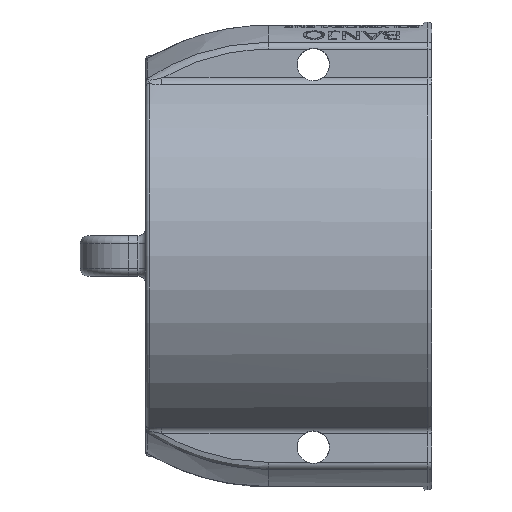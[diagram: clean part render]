
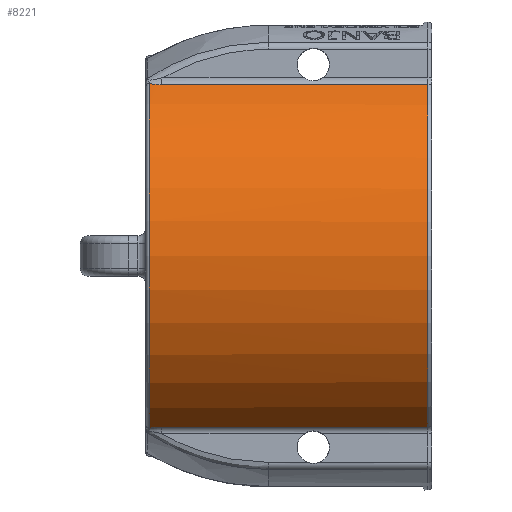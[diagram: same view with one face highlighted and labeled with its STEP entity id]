
A CAD part, top view. The second image highlights one B-rep face of the part: STEP entity #8221.
In plain terms, the highlighted cylindrical face has radius 39.37 mm (diameter 78.74 mm), a partial arc.
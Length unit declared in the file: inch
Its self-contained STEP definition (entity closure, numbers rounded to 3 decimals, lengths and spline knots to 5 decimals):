
#447=LINE('',#10851,#957);
#487=LINE('',#12014,#997);
#957=VECTOR('',#9215,2.05465);
#997=VECTOR('',#9553,2.05465);
#1567=B_SPLINE_CURVE_WITH_KNOTS('',3,(#12008,#12009,#12010,#12011,#12012),
 .UNSPECIFIED.,.F.,.F.,(4,1,4),(-0.45871,-0.29761,-0.21219),
 .UNSPECIFIED.);
#1568=B_SPLINE_CURVE_WITH_KNOTS('',3,(#12015,#12016,#12017,#12018,#12019),
 .UNSPECIFIED.,.F.,.F.,(4,1,4),(-0.24647,-0.2148,0.),
 .UNSPECIFIED.);
#2136=FACE_OUTER_BOUND('',#2640,.T.);
#2640=EDGE_LOOP('',(#5837,#5838,#5839,#5840,#5841,#5842));
#3125=CIRCLE('',#8705,1.55);
#3137=CIRCLE('',#8729,1.55);
#3335=VERTEX_POINT('',#10848);
#3336=VERTEX_POINT('',#10850);
#3377=VERTEX_POINT('',#10960);
#3399=VERTEX_POINT('',#11071);
#3400=VERTEX_POINT('',#11073);
#3468=VERTEX_POINT('',#12013);
#4196=EDGE_CURVE('',#3335,#3336,#447,.T.);
#4247=EDGE_CURVE('',#3377,#3335,#3125,.T.);
#4277=EDGE_CURVE('',#3399,#3400,#3137,.T.);
#4390=EDGE_CURVE('',#3336,#3399,#1567,.T.);
#4391=EDGE_CURVE('',#3468,#3377,#487,.T.);
#4392=EDGE_CURVE('',#3400,#3468,#1568,.T.);
#5837=ORIENTED_EDGE('',*,*,#4277,.F.);
#5838=ORIENTED_EDGE('',*,*,#4390,.F.);
#5839=ORIENTED_EDGE('',*,*,#4196,.F.);
#5840=ORIENTED_EDGE('',*,*,#4247,.F.);
#5841=ORIENTED_EDGE('',*,*,#4391,.F.);
#5842=ORIENTED_EDGE('',*,*,#4392,.F.);
#8084=CYLINDRICAL_SURFACE('',#8805,1.55);
#8221=ADVANCED_FACE('',(#2136),#8084,.T.);
#8705=AXIS2_PLACEMENT_3D('',#10962,#9327,#9328);
#8729=AXIS2_PLACEMENT_3D('',#11074,#9385,#9386);
#8805=AXIS2_PLACEMENT_3D('',#12007,#9551,#9552);
#9215=DIRECTION('',(-1.,0.,0.));
#9327=DIRECTION('center_axis',(1.,0.,0.));
#9328=DIRECTION('ref_axis',(0.,0.,1.));
#9385=DIRECTION('center_axis',(-1.,0.,0.));
#9386=DIRECTION('ref_axis',(0.,0.,1.));
#9551=DIRECTION('center_axis',(1.,0.,0.));
#9552=DIRECTION('ref_axis',(0.,1.,0.));
#9553=DIRECTION('',(1.,0.,0.));
#10848=CARTESIAN_POINT('',(2.18,-1.32231,0.8087));
#10850=CARTESIAN_POINT('',(0.12535,-1.32231,0.8087));
#10851=CARTESIAN_POINT('',(1.12,-1.32231,0.8087));
#10960=CARTESIAN_POINT('',(2.18,1.32231,0.8087));
#10962=CARTESIAN_POINT('Origin',(2.18,0.,0.));
#11071=CARTESIAN_POINT('',(0.03,-1.33078,0.79468));
#11073=CARTESIAN_POINT('',(0.03,1.33078,0.79468));
#11074=CARTESIAN_POINT('Origin',(0.03,0.,0.));
#12007=CARTESIAN_POINT('Origin',(1.12,0.,0.));
#12008=CARTESIAN_POINT('Ctrl Pts',(0.12535,-1.32231,0.8087));
#12009=CARTESIAN_POINT('Ctrl Pts',(0.10421,-1.32231,
0.8087));
#12010=CARTESIAN_POINT('Ctrl Pts',(0.07133,-1.32357,
0.80665));
#12011=CARTESIAN_POINT('Ctrl Pts',(0.04019,-1.32844,
0.79861));
#12012=CARTESIAN_POINT('Ctrl Pts',(0.03003,-1.33081,
0.79463));
#12013=CARTESIAN_POINT('',(0.12535,1.32231,0.8087));
#12014=CARTESIAN_POINT('',(1.12,1.32231,0.8087));
#12015=CARTESIAN_POINT('Ctrl Pts',(0.03002,1.3308,
0.79465));
#12016=CARTESIAN_POINT('Ctrl Pts',(0.03381,1.32993,
0.79612));
#12017=CARTESIAN_POINT('Ctrl Pts',(0.06396,1.32384,
0.80626));
#12018=CARTESIAN_POINT('Ctrl Pts',(0.09717,1.32231,0.8087));
#12019=CARTESIAN_POINT('Ctrl Pts',(0.12535,1.32231,0.8087));
